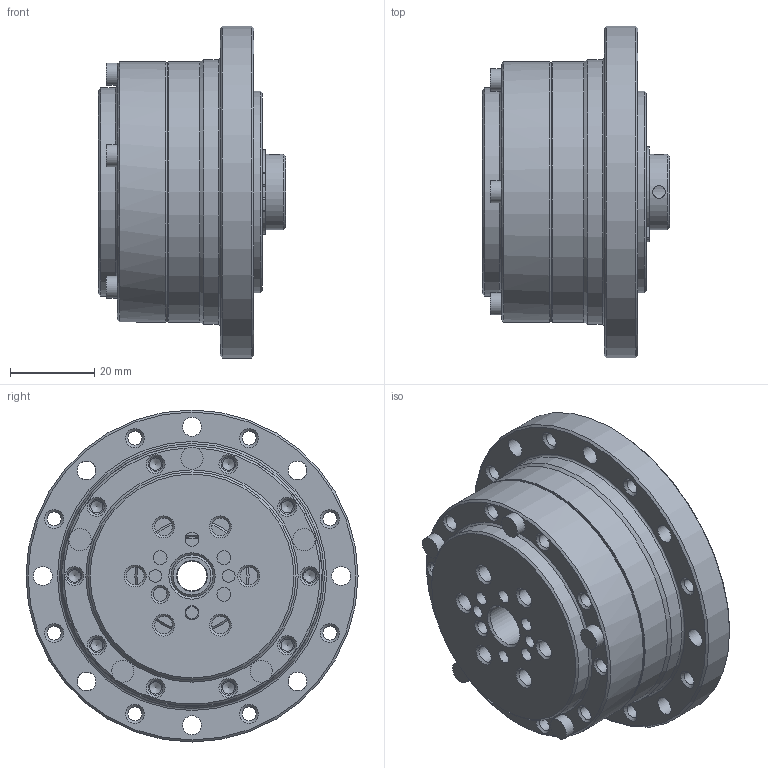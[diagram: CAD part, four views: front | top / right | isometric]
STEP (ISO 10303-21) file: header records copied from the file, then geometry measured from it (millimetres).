
FILE_DESCRIPTION (( 'STEP AP203' ), '1' );
FILE_NAME ('GCSG17-□-8(止付螺絲型)(20161012).STEP', '2016-10-12T02:05:59', ( 'user' ), ( '' ), 'SwSTEP 2.0', 'SolidWorks 2012', '' );
FILE_SCHEMA (( 'CONFIG_CONTROL_DESIGN' ));
Length unit declared in the file: millimetre
Products named in the file (1): GCSG17-□-8(止付螺絲型)(20161012)
Bounding box: 44.5 x 79 x 79 mm (x, y, z)
Volume: 96302.3 mm3; surface area: 52752.7 mm2
Topology: 10 solids, 10 shells, 521 faces, 1239 edges, 756 vertices
Faces by surface type: cone 189, plane 188, cylinder 133, torus 7, bspline 4
Full cylindrical faces by diameter (mm): 1.7 x2, 2.9 x10, 3 x7, 3.3 x14, 3.4 x2, 3.5 x10, 4 x1, 4.2 x9, 4.5 x14, 5 x3, 5.3 x5, 7 x2, 8 x1, 10 x3, 17 x1, 18 x2, 18.7 x2, 27.19 x1, 28.4 x2, 29 x1, 30.295 x1, 32.5 x2, 38.48 x1, 41.722 x2, 42.1 x1, 42.32 x1, 43.329 x1, 43.6 x1, 46 x1, 48 x1
Entity records: 15448 total; most frequent: CARTESIAN_POINT 4543, DIRECTION 2336, ORIENTED_EDGE 1740, AXIS2_PLACEMENT_3D 1008, EDGE_LOOP 972, EDGE_CURVE 870, VERTEX_POINT 682, FACE_OUTER_BOUND 645
